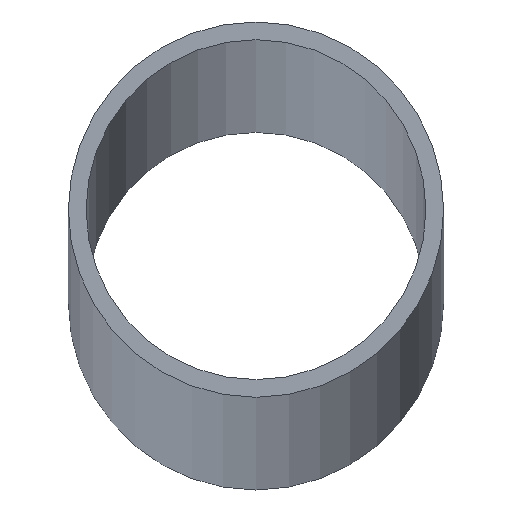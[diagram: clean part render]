
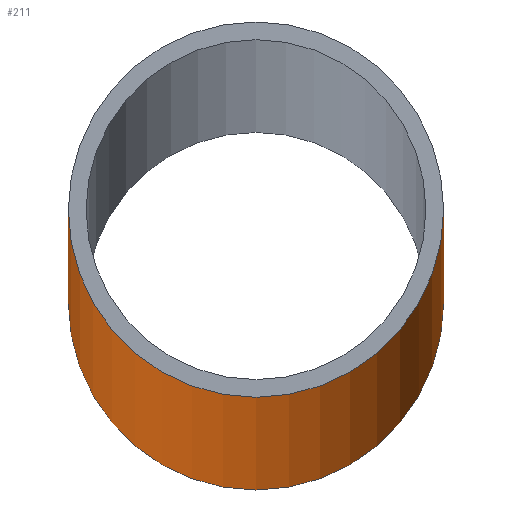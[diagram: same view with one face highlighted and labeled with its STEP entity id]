
A CAD part, top view. The second image highlights one B-rep face of the part: STEP entity #211.
In plain terms, the highlighted cylindrical face has radius 21.2 mm (diameter 42.4 mm), a partial arc.
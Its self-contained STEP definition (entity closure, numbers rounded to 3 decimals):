
#15 = CIRCLE ( 'NONE', #149, 21.2 ) ;
#24 = CARTESIAN_POINT ( 'NONE',  ( 0., 0., 0. ) ) ;
#36 = EDGE_CURVE ( 'NONE', #185, #225, #207, .T. ) ;
#38 = CARTESIAN_POINT ( 'NONE',  ( 0., 0., 6000. ) ) ;
#42 = DIRECTION ( 'NONE',  ( 1., 0., 0. ) ) ;
#47 = CARTESIAN_POINT ( 'NONE',  ( -21.2, 0., 6000. ) ) ;
#51 = VERTEX_POINT ( 'NONE', #184 ) ;
#71 = VECTOR ( 'NONE', #223, 1000. ) ;
#75 = DIRECTION ( 'NONE',  ( 0., 0., 1. ) ) ;
#77 = FACE_OUTER_BOUND ( 'NONE', #109, .T. ) ;
#85 = ORIENTED_EDGE ( 'NONE', *, *, #117, .T. ) ;
#92 = AXIS2_PLACEMENT_3D ( 'NONE', #38, #195, #111 ) ;
#103 = AXIS2_PLACEMENT_3D ( 'NONE', #24, #215, #42 ) ;
#105 = EDGE_CURVE ( 'NONE', #246, #51, #173, .T. ) ;
#108 = ORIENTED_EDGE ( 'NONE', *, *, #36, .T. ) ;
#109 = EDGE_LOOP ( 'NONE', ( #245, #129, #108, #85 ) ) ;
#111 = DIRECTION ( 'NONE',  ( -1., 0., 0. ) ) ;
#113 = DIRECTION ( 'NONE',  ( 1., 0., 0. ) ) ;
#114 = VECTOR ( 'NONE', #150, 1000. ) ;
#117 = EDGE_CURVE ( 'NONE', #225, #51, #181, .T. ) ;
#129 = ORIENTED_EDGE ( 'NONE', *, *, #227, .F. ) ;
#134 = CARTESIAN_POINT ( 'NONE',  ( 21.2, 0., 6000. ) ) ;
#149 = AXIS2_PLACEMENT_3D ( 'NONE', #213, #75, #113 ) ;
#150 = DIRECTION ( 'NONE',  ( 0., 0., -1. ) ) ;
#151 = CARTESIAN_POINT ( 'NONE',  ( -21.2, 0., 6000. ) ) ;
#170 = CYLINDRICAL_SURFACE ( 'NONE', #92, 21.2 ) ;
#173 = LINE ( 'NONE', #134, #114 ) ;
#181 = CIRCLE ( 'NONE', #103, 21.2 ) ;
#184 = CARTESIAN_POINT ( 'NONE',  ( 21.2, 0., 0. ) ) ;
#185 = VERTEX_POINT ( 'NONE', #151 ) ;
#193 = CARTESIAN_POINT ( 'NONE',  ( 21.2, 0., 6000. ) ) ;
#195 = DIRECTION ( 'NONE',  ( 0., 0., -1. ) ) ;
#207 = LINE ( 'NONE', #47, #71 ) ;
#211 = ADVANCED_FACE ( 'NONE', ( #77 ), #170, .T. ) ;
#213 = CARTESIAN_POINT ( 'NONE',  ( 0., 0., 6000. ) ) ;
#215 = DIRECTION ( 'NONE',  ( 0., 0., 1. ) ) ;
#223 = DIRECTION ( 'NONE',  ( 0., 0., -1. ) ) ;
#225 = VERTEX_POINT ( 'NONE', #230 ) ;
#227 = EDGE_CURVE ( 'NONE', #185, #246, #15, .T. ) ;
#230 = CARTESIAN_POINT ( 'NONE',  ( -21.2, 0., 0. ) ) ;
#245 = ORIENTED_EDGE ( 'NONE', *, *, #105, .F. ) ;
#246 = VERTEX_POINT ( 'NONE', #193 ) ;
